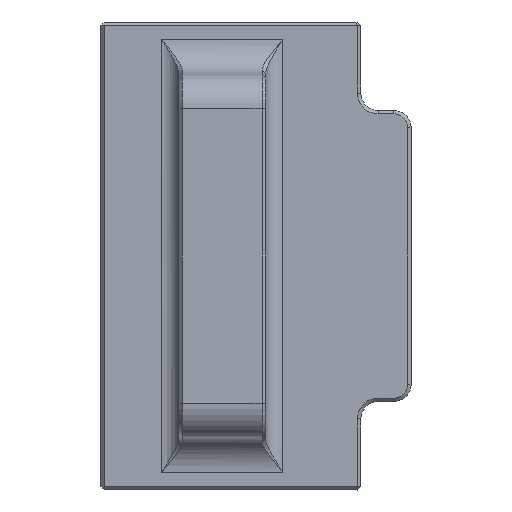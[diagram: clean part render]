
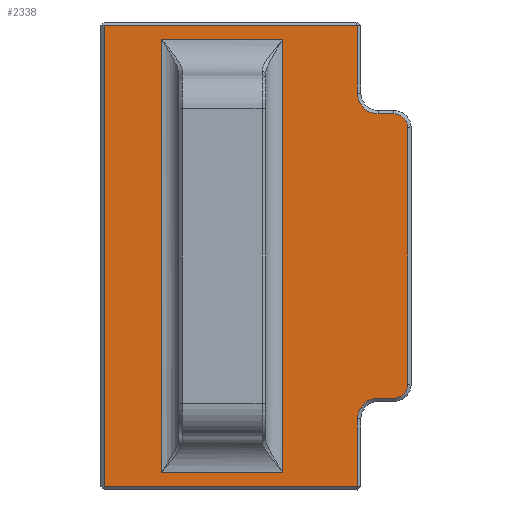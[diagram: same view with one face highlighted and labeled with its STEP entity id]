
A CAD part, left-side view. The second image highlights one B-rep face of the part: STEP entity #2338.
In plain terms, the highlighted planar face has unit normal (-1, 0, 0).
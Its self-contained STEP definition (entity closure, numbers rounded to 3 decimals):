
#331=DIRECTION('',(0.,1.,0.));
#332=VECTOR('',#331,7.);
#333=CARTESIAN_POINT('',(-6.,9.515,12.5));
#334=LINE('',#333,#332);
#382=DIRECTION('',(0.,-1.,0.));
#383=VECTOR('',#382,14.6);
#384=CARTESIAN_POINT('',(-6.,19.815,13.3));
#385=LINE('',#384,#383);
#389=DIRECTION('',(0.,0.,-1.));
#390=VECTOR('',#389,3.9);
#391=CARTESIAN_POINT('',(-6.,5.215,13.3));
#392=LINE('',#391,#390);
#396=CARTESIAN_POINT('',(-6.,4.015,9.4));
#397=DIRECTION('',(-1.,0.,0.));
#398=DIRECTION('',(0.,1.,0.));
#399=AXIS2_PLACEMENT_3D('',#396,#397,#398);
#404=DIRECTION('',(0.,-1.,0.));
#405=VECTOR('',#404,0.9);
#406=CARTESIAN_POINT('',(-6.,4.015,8.2));
#407=LINE('',#406,#405);
#411=CARTESIAN_POINT('',(-6.,3.115,7.4));
#412=DIRECTION('',(1.,0.,0.));
#413=DIRECTION('',(0.,0.,1.));
#414=AXIS2_PLACEMENT_3D('',#411,#412,#413);
#419=DIRECTION('',(0.,0.,-1.));
#420=VECTOR('',#419,14.8);
#421=CARTESIAN_POINT('',(-6.,2.315,7.4));
#422=LINE('',#421,#420);
#426=CARTESIAN_POINT('',(-6.,3.115,-7.4));
#427=DIRECTION('',(1.,0.,0.));
#428=DIRECTION('',(0.,-1.,0.));
#429=AXIS2_PLACEMENT_3D('',#426,#427,#428);
#434=DIRECTION('',(0.,1.,0.));
#435=VECTOR('',#434,0.9);
#436=CARTESIAN_POINT('',(-6.,3.115,-8.2));
#437=LINE('',#436,#435);
#441=CARTESIAN_POINT('',(-6.,4.015,-9.4));
#442=DIRECTION('',(-1.,0.,0.));
#443=DIRECTION('',(0.,0.,1.));
#444=AXIS2_PLACEMENT_3D('',#441,#442,#443);
#449=DIRECTION('',(0.,-1.,0.));
#450=VECTOR('',#449,14.6);
#451=CARTESIAN_POINT('',(-6.,19.815,-13.3));
#452=LINE('',#451,#450);
#456=DIRECTION('',(0.,0.,1.));
#457=VECTOR('',#456,26.6);
#458=CARTESIAN_POINT('',(-6.,19.815,-13.3));
#459=LINE('',#458,#457);
#597=DIRECTION('',(0.,0.,1.));
#598=VECTOR('',#597,3.9);
#599=CARTESIAN_POINT('',(-6.,5.215,-13.3));
#600=LINE('',#599,#598);
#1358=DIRECTION('',(0.,-1.,0.));
#1359=VECTOR('',#1358,7.);
#1360=CARTESIAN_POINT('',(-6.,16.515,-12.5));
#1361=LINE('',#1360,#1359);
#1409=DIRECTION('',(0.,0.,1.));
#1410=VECTOR('',#1409,25.);
#1411=CARTESIAN_POINT('',(-6.,16.515,-12.5));
#1412=LINE('',#1411,#1410);
#1563=DIRECTION('',(0.,0.,-1.));
#1564=VECTOR('',#1563,25.);
#1565=CARTESIAN_POINT('',(-6.,9.515,12.5));
#1566=LINE('',#1565,#1564);
#1813=CARTESIAN_POINT('',(-6.,4.015,-8.2));
#1814=CARTESIAN_POINT('',(-6.,5.215,-9.4));
#1815=VERTEX_POINT('',#1813);
#1816=VERTEX_POINT('',#1814);
#1819=CARTESIAN_POINT('',(-6.,3.115,
-8.2));
#1820=VERTEX_POINT('',#1819);
#1823=CARTESIAN_POINT('',(-6.,2.315,-7.4));
#1824=VERTEX_POINT('',#1823);
#1827=CARTESIAN_POINT('',(-6.,2.315,7.4));
#1828=VERTEX_POINT('',#1827);
#1831=CARTESIAN_POINT('',(-6.,3.115,8.2));
#1832=VERTEX_POINT('',#1831);
#1835=CARTESIAN_POINT('',(-6.,4.015,8.2));
#1836=VERTEX_POINT('',#1835);
#1839=CARTESIAN_POINT('',(-6.,5.215,9.4));
#1840=VERTEX_POINT('',#1839);
#1894=CARTESIAN_POINT('',(-6.,5.215,13.3));
#1896=VERTEX_POINT('',#1894);
#1897=CARTESIAN_POINT('',(-6.,19.815,13.3));
#1898=VERTEX_POINT('',#1897);
#1901=CARTESIAN_POINT('',(-6.,5.215,-13.3));
#1903=VERTEX_POINT('',#1901);
#1907=CARTESIAN_POINT('',(-6.,19.815,-13.3));
#1908=VERTEX_POINT('',#1907);
#1933=CARTESIAN_POINT('',(-6.,16.515,-12.5));
#1934=CARTESIAN_POINT('',(-6.,9.515,-12.5));
#1935=VERTEX_POINT('',#1933);
#1936=VERTEX_POINT('',#1934);
#1937=CARTESIAN_POINT('',(-6.,9.515,12.5));
#1938=CARTESIAN_POINT('',(-6.,16.515,12.5));
#1939=VERTEX_POINT('',#1937);
#1940=VERTEX_POINT('',#1938);
#2298=CARTESIAN_POINT('',(-6.,14.029,0.));
#2299=DIRECTION('',(-1.,0.,0.));
#2300=DIRECTION('',(0.,-1.,0.));
#2301=AXIS2_PLACEMENT_3D('',#2298,#2299,#2300);
#2302=PLANE('',#2301);
#2304=ORIENTED_EDGE('',*,*,#2303,.T.);
#2306=ORIENTED_EDGE('',*,*,#2305,.T.);
#2308=ORIENTED_EDGE('',*,*,#2307,.T.);
#2310=ORIENTED_EDGE('',*,*,#2309,.T.);
#2312=ORIENTED_EDGE('',*,*,#2311,.T.);
#2314=ORIENTED_EDGE('',*,*,#2313,.T.);
#2316=ORIENTED_EDGE('',*,*,#2315,.T.);
#2318=ORIENTED_EDGE('',*,*,#2317,.T.);
#2320=ORIENTED_EDGE('',*,*,#2319,.T.);
#2322=ORIENTED_EDGE('',*,*,#2321,.F.);
#2324=ORIENTED_EDGE('',*,*,#2323,.F.);
#2326=ORIENTED_EDGE('',*,*,#2325,.T.);
#2327=EDGE_LOOP('',(#2304,#2306,#2308,#2310,#2312,#2314,#2316,#2318,#2320,#2322,
#2324,#2326));
#2328=FACE_OUTER_BOUND('',#2327,.F.);
#2330=ORIENTED_EDGE('',*,*,#2329,.T.);
#2332=ORIENTED_EDGE('',*,*,#2331,.F.);
#2333=ORIENTED_EDGE('',*,*,#2278,.T.);
#2335=ORIENTED_EDGE('',*,*,#2334,.F.);
#2336=EDGE_LOOP('',(#2330,#2332,#2333,#2335));
#2337=FACE_BOUND('',#2336,.F.);
#400=CIRCLE('',#399,1.2);
#415=CIRCLE('',#414,0.8);
#430=CIRCLE('',#429,0.8);
#445=CIRCLE('',#444,1.2);
#2278=EDGE_CURVE('',#1939,#1940,#334,.T.);
#2303=EDGE_CURVE('',#1898,#1896,#385,.T.);
#2305=EDGE_CURVE('',#1896,#1840,#392,.T.);
#2307=EDGE_CURVE('',#1840,#1836,#400,.T.);
#2309=EDGE_CURVE('',#1836,#1832,#407,.T.);
#2311=EDGE_CURVE('',#1832,#1828,#415,.T.);
#2313=EDGE_CURVE('',#1828,#1824,#422,.T.);
#2315=EDGE_CURVE('',#1824,#1820,#430,.T.);
#2317=EDGE_CURVE('',#1820,#1815,#437,.T.);
#2319=EDGE_CURVE('',#1815,#1816,#445,.T.);
#2321=EDGE_CURVE('',#1903,#1816,#600,.T.);
#2323=EDGE_CURVE('',#1908,#1903,#452,.T.);
#2325=EDGE_CURVE('',#1908,#1898,#459,.T.);
#2329=EDGE_CURVE('',#1935,#1936,#1361,.T.);
#2331=EDGE_CURVE('',#1939,#1936,#1566,.T.);
#2334=EDGE_CURVE('',#1935,#1940,#1412,.T.);
#2338=ADVANCED_FACE('',(#2328,#2337),#2302,.T.);
